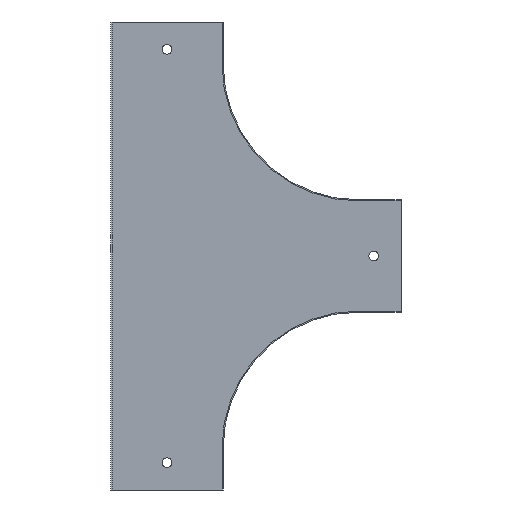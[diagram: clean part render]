
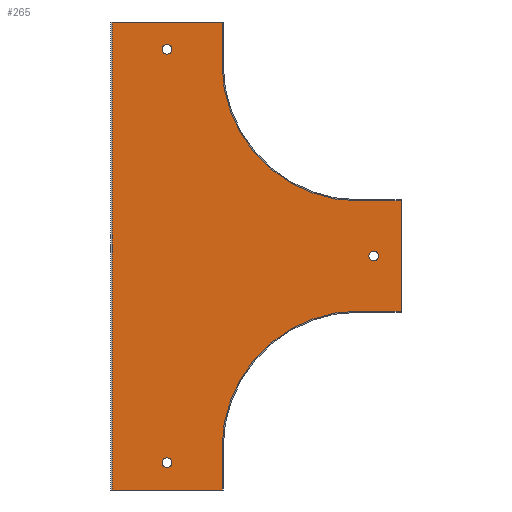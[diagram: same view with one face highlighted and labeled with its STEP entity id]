
A CAD part, front view. The second image highlights one B-rep face of the part: STEP entity #265.
In plain terms, the highlighted planar face has unit normal (0, -1, 0).
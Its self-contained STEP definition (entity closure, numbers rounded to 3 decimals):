
#1 = VERTEX_POINT ( 'NONE', #609 ) ;
#3 = VERTEX_POINT ( 'NONE', #620 ) ;
#6 = VERTEX_POINT ( 'NONE', #614 ) ;
#20 = DIRECTION ( 'NONE',  ( 0., 1., 0. ) ) ;
#36 = DIRECTION ( 'NONE',  ( 0., 0., 1. ) ) ;
#37 = CARTESIAN_POINT ( 'NONE',  ( 0., 0., -322. ) ) ;
#49 = CARTESIAN_POINT ( 'NONE',  ( 140., 0., -311. ) ) ;
#50 = CARTESIAN_POINT ( 'NONE',  ( 0., 0., -211.2 ) ) ;
#54 = DIRECTION ( 'NONE',  ( 0., 0., 1. ) ) ;
#55 = DIRECTION ( 'NONE',  ( 0., -1., 0. ) ) ;
#56 = CARTESIAN_POINT ( 'NONE',  ( 140., 0., -31. ) ) ;
#64 = DIRECTION ( 'NONE',  ( 0., 1., 0. ) ) ;
#78 = DIRECTION ( 'NONE',  ( 1., 0., 0. ) ) ;
#97 = DIRECTION ( 'NONE',  ( 0., 0., -1. ) ) ;
#123 = VECTOR ( 'NONE', #78, 1000. ) ;
#125 = LINE ( 'NONE', #50, #123 ) ;
#131 = CIRCLE ( 'NONE', #206, 99.8 ) ;
#133 = CIRCLE ( 'NONE', #207, 3.5 ) ;
#138 = CIRCLE ( 'NONE', #205, 99.8 ) ;
#143 = VECTOR ( 'NONE', #670, 1000. ) ;
#145 = VECTOR ( 'NONE', #636, 1000. ) ;
#146 = LINE ( 'NONE', #643, #143 ) ;
#147 = VECTOR ( 'NONE', #699, 1000. ) ;
#150 = LINE ( 'NONE', #715, #145 ) ;
#151 = VECTOR ( 'NONE', #714, 1000. ) ;
#153 = VECTOR ( 'NONE', #716, 1000. ) ;
#154 = LINE ( 'NONE', #717, #147 ) ;
#156 = LINE ( 'NONE', #710, #151 ) ;
#158 = LINE ( 'NONE', #706, #153 ) ;
#162 = VECTOR ( 'NONE', #671, 1000. ) ;
#163 = VECTOR ( 'NONE', #693, 1000. ) ;
#164 = LINE ( 'NONE', #698, #162 ) ;
#169 = LINE ( 'NONE', #666, #163 ) ;
#170 = CIRCLE ( 'NONE', #216, 3.5 ) ;
#171 = CIRCLE ( 'NONE', #212, 3.5 ) ;
#205 = AXIS2_PLACEMENT_3D ( 'NONE', #49, #64, #36 ) ;
#206 = AXIS2_PLACEMENT_3D ( 'NONE', #56, #55, #54 ) ;
#207 = AXIS2_PLACEMENT_3D ( 'NONE', #37, #20, #97 ) ;
#212 = AXIS2_PLACEMENT_3D ( 'NONE', #650, #724, #673 ) ;
#216 = AXIS2_PLACEMENT_3D ( 'NONE', #689, #691, #688 ) ;
#220 = AXIS2_PLACEMENT_3D ( 'NONE', #692, #660, #641 ) ;
#265 = ADVANCED_FACE ( 'NONE', ( #809, #793, #820, #810 ), #647, .F. ) ;
#269 = EDGE_CURVE ( 'NONE', #3, #3, #170, .T. ) ;
#275 = EDGE_CURVE ( 'NONE', #6, #6, #171, .T. ) ;
#276 = EDGE_CURVE ( 'NONE', #765, #794, #164, .T. ) ;
#277 = EDGE_CURVE ( 'NONE', #749, #777, #169, .T. ) ;
#282 = EDGE_CURVE ( 'NONE', #817, #769, #158, .T. ) ;
#283 = EDGE_CURVE ( 'NONE', #777, #747, #156, .T. ) ;
#285 = EDGE_CURVE ( 'NONE', #769, #801, #154, .T. ) ;
#286 = EDGE_CURVE ( 'NONE', #800, #794, #150, .T. ) ;
#287 = EDGE_CURVE ( 'NONE', #749, #817, #146, .T. ) ;
#295 = EDGE_CURVE ( 'NONE', #1, #1, #133, .T. ) ;
#297 = EDGE_CURVE ( 'NONE', #801, #765, #131, .T. ) ;
#298 = EDGE_CURVE ( 'NONE', #747, #783, #138, .T. ) ;
#300 = EDGE_CURVE ( 'NONE', #783, #800, #125, .T. ) ;
#559 = CARTESIAN_POINT ( 'NONE',  ( -40.2, 0., 0. ) ) ;
#561 = CARTESIAN_POINT ( 'NONE',  ( 171., 0., -130.8 ) ) ;
#565 = CARTESIAN_POINT ( 'NONE',  ( 140., 0., -211.2 ) ) ;
#578 = CARTESIAN_POINT ( 'NONE',  ( -40.2, 0., -342. ) ) ;
#593 = CARTESIAN_POINT ( 'NONE',  ( 40.2, 0., 0. ) ) ;
#603 = CARTESIAN_POINT ( 'NONE',  ( 140., 0., -130.8 ) ) ;
#609 = CARTESIAN_POINT ( 'NONE',  ( 0., 0., -325.5 ) ) ;
#614 = CARTESIAN_POINT ( 'NONE',  ( 0., 0., -16.5 ) ) ;
#620 = CARTESIAN_POINT ( 'NONE',  ( 151., 0., -167.5 ) ) ;
#621 = CARTESIAN_POINT ( 'NONE',  ( 40.2, 0., -31. ) ) ;
#624 = CARTESIAN_POINT ( 'NONE',  ( 40.2, 0., -342. ) ) ;
#626 = CARTESIAN_POINT ( 'NONE',  ( 40.2, 0., -311. ) ) ;
#628 = CARTESIAN_POINT ( 'NONE',  ( 171., 0., -211.2 ) ) ;
#636 = DIRECTION ( 'NONE',  ( 0., 0., 1. ) ) ;
#641 = DIRECTION ( 'NONE',  ( 0., 0., 1. ) ) ;
#643 = CARTESIAN_POINT ( 'NONE',  ( -40.2, 0., 0. ) ) ;
#647 = PLANE ( 'NONE',  #220 ) ;
#650 = CARTESIAN_POINT ( 'NONE',  ( 0., 0., -20. ) ) ;
#660 = DIRECTION ( 'NONE',  ( 0., 1., 0. ) ) ;
#666 = CARTESIAN_POINT ( 'NONE',  ( 0., 0., -342. ) ) ;
#670 = DIRECTION ( 'NONE',  ( 0., 0., 1. ) ) ;
#671 = DIRECTION ( 'NONE',  ( 1., 0., 0. ) ) ;
#673 = DIRECTION ( 'NONE',  ( 0., 0., 1. ) ) ;
#688 = DIRECTION ( 'NONE',  ( 0., 0., 1. ) ) ;
#689 = CARTESIAN_POINT ( 'NONE',  ( 151., 0., -171. ) ) ;
#691 = DIRECTION ( 'NONE',  ( 0., 1., 0. ) ) ;
#692 = CARTESIAN_POINT ( 'NONE',  ( 0., 0., 0. ) ) ;
#693 = DIRECTION ( 'NONE',  ( 1., 0., 0. ) ) ;
#698 = CARTESIAN_POINT ( 'NONE',  ( 0., 0., -130.8 ) ) ;
#699 = DIRECTION ( 'NONE',  ( 0., 0., -1. ) ) ;
#706 = CARTESIAN_POINT ( 'NONE',  ( 0., 0., 0. ) ) ;
#710 = CARTESIAN_POINT ( 'NONE',  ( 40.2, 0., 0. ) ) ;
#714 = DIRECTION ( 'NONE',  ( 0., 0., 1. ) ) ;
#715 = CARTESIAN_POINT ( 'NONE',  ( 171., 0., 0. ) ) ;
#716 = DIRECTION ( 'NONE',  ( 1., 0., 0. ) ) ;
#717 = CARTESIAN_POINT ( 'NONE',  ( 40.2, 0., 0. ) ) ;
#724 = DIRECTION ( 'NONE',  ( 0., 1., 0. ) ) ;
#747 = VERTEX_POINT ( 'NONE', #626 ) ;
#749 = VERTEX_POINT ( 'NONE', #578 ) ;
#754 = ORIENTED_EDGE ( 'NONE', *, *, #269, .T. ) ;
#765 = VERTEX_POINT ( 'NONE', #603 ) ;
#769 = VERTEX_POINT ( 'NONE', #593 ) ;
#777 = VERTEX_POINT ( 'NONE', #624 ) ;
#783 = VERTEX_POINT ( 'NONE', #565 ) ;
#784 = ORIENTED_EDGE ( 'NONE', *, *, #275, .T. ) ;
#785 = ORIENTED_EDGE ( 'NONE', *, *, #283, .T. ) ;
#787 = ORIENTED_EDGE ( 'NONE', *, *, #276, .F. ) ;
#788 = ORIENTED_EDGE ( 'NONE', *, *, #300, .T. ) ;
#789 = ORIENTED_EDGE ( 'NONE', *, *, #295, .T. ) ;
#793 = FACE_OUTER_BOUND ( 'NONE', #843, .T. ) ;
#794 = VERTEX_POINT ( 'NONE', #561 ) ;
#800 = VERTEX_POINT ( 'NONE', #628 ) ;
#801 = VERTEX_POINT ( 'NONE', #621 ) ;
#802 = ORIENTED_EDGE ( 'NONE', *, *, #282, .F. ) ;
#809 = FACE_BOUND ( 'NONE', #838, .T. ) ;
#810 = FACE_BOUND ( 'NONE', #844, .T. ) ;
#817 = VERTEX_POINT ( 'NONE', #559 ) ;
#820 = FACE_BOUND ( 'NONE', #841, .T. ) ;
#838 = EDGE_LOOP ( 'NONE', ( #754 ) ) ;
#841 = EDGE_LOOP ( 'NONE', ( #784 ) ) ;
#843 = EDGE_LOOP ( 'NONE', ( #875, #788, #874, #787, #872, #873, #802, #871, #870, #785 ) ) ;
#844 = EDGE_LOOP ( 'NONE', ( #789 ) ) ;
#870 = ORIENTED_EDGE ( 'NONE', *, *, #277, .T. ) ;
#871 = ORIENTED_EDGE ( 'NONE', *, *, #287, .F. ) ;
#872 = ORIENTED_EDGE ( 'NONE', *, *, #297, .F. ) ;
#873 = ORIENTED_EDGE ( 'NONE', *, *, #285, .F. ) ;
#874 = ORIENTED_EDGE ( 'NONE', *, *, #286, .T. ) ;
#875 = ORIENTED_EDGE ( 'NONE', *, *, #298, .T. ) ;
